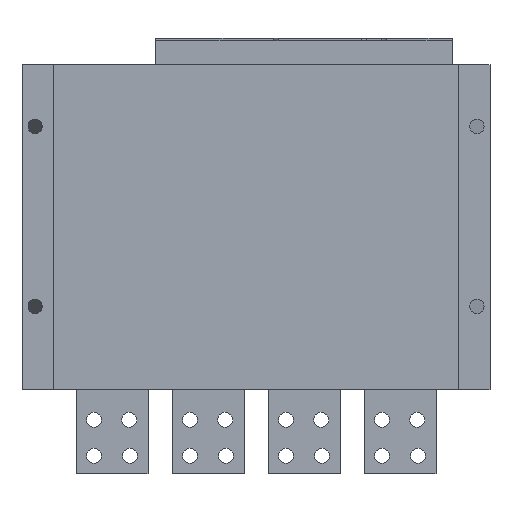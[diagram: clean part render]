
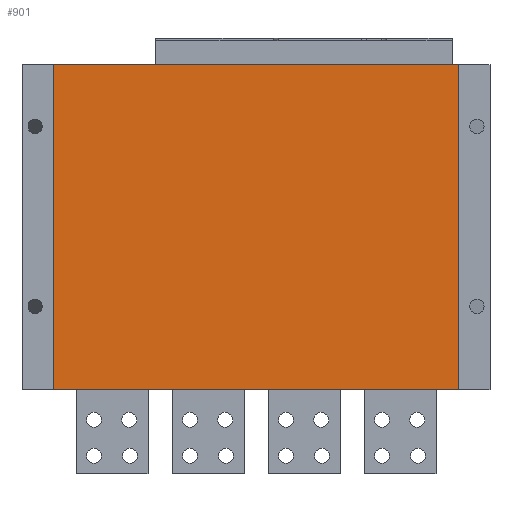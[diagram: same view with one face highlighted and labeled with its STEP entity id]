
A CAD part, front view. The second image highlights one B-rep face of the part: STEP entity #901.
In plain terms, the highlighted planar face has unit normal (0, -1, 0).
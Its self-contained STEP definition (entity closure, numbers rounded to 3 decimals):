
#497 = DIRECTION ( 'NONE',  ( 1., 0., 0. ) ) ;
#501 = VECTOR ( 'NONE', #18816, 1000. ) ;
#591 = VERTEX_POINT ( 'NONE', #7060 ) ;
#901 = ADVANCED_FACE ( 'NONE', ( #16619 ), #18157, .T. ) ;
#2237 = LINE ( 'NONE', #11439, #10921 ) ;
#2582 = EDGE_CURVE ( 'NONE', #9866, #20268, #15189, .T. ) ;
#2701 = DIRECTION ( 'NONE',  ( 0., -1., 0. ) ) ;
#3526 = AXIS2_PLACEMENT_3D ( 'NONE', #4143, #2701, #15190 ) ;
#4143 = CARTESIAN_POINT ( 'NONE',  ( 169., 0., -271. ) ) ;
#4341 = CARTESIAN_POINT ( 'NONE',  ( 169., 0., -271. ) ) ;
#4443 = EDGE_LOOP ( 'NONE', ( #16370, #5581, #8855, #8332 ) ) ;
#4991 = LINE ( 'NONE', #9697, #501 ) ;
#5095 = EDGE_CURVE ( 'NONE', #9671, #591, #14804, .T. ) ;
#5581 = ORIENTED_EDGE ( 'NONE', *, *, #5095, .F. ) ;
#5791 = VECTOR ( 'NONE', #18353, 1000. ) ;
#7060 = CARTESIAN_POINT ( 'NONE',  ( -169., 0., 0. ) ) ;
#7886 = CARTESIAN_POINT ( 'NONE',  ( 169., 0., -271. ) ) ;
#7973 = CARTESIAN_POINT ( 'NONE',  ( 169., 0., 0. ) ) ;
#8332 = ORIENTED_EDGE ( 'NONE', *, *, #2582, .T. ) ;
#8855 = ORIENTED_EDGE ( 'NONE', *, *, #18951, .T. ) ;
#9063 = EDGE_CURVE ( 'NONE', #591, #20268, #4991, .T. ) ;
#9671 = VERTEX_POINT ( 'NONE', #15046 ) ;
#9697 = CARTESIAN_POINT ( 'NONE',  ( 169., 0., 0. ) ) ;
#9866 = VERTEX_POINT ( 'NONE', #7886 ) ;
#10397 = CARTESIAN_POINT ( 'NONE',  ( -169., 0., -271. ) ) ;
#10921 = VECTOR ( 'NONE', #497, 1000. ) ;
#11439 = CARTESIAN_POINT ( 'NONE',  ( 169., 0., -271. ) ) ;
#14804 = LINE ( 'NONE', #10397, #16738 ) ;
#14911 = DIRECTION ( 'NONE',  ( 0., 0., 1. ) ) ;
#15046 = CARTESIAN_POINT ( 'NONE',  ( -169., 0., -271. ) ) ;
#15189 = LINE ( 'NONE', #4341, #5791 ) ;
#15190 = DIRECTION ( 'NONE',  ( 1., 0., 0. ) ) ;
#16370 = ORIENTED_EDGE ( 'NONE', *, *, #9063, .F. ) ;
#16619 = FACE_OUTER_BOUND ( 'NONE', #4443, .T. ) ;
#16738 = VECTOR ( 'NONE', #14911, 1000. ) ;
#18157 = PLANE ( 'NONE',  #3526 ) ;
#18353 = DIRECTION ( 'NONE',  ( 0., 0., 1. ) ) ;
#18816 = DIRECTION ( 'NONE',  ( 1., 0., 0. ) ) ;
#18951 = EDGE_CURVE ( 'NONE', #9671, #9866, #2237, .T. ) ;
#20268 = VERTEX_POINT ( 'NONE', #7973 ) ;
